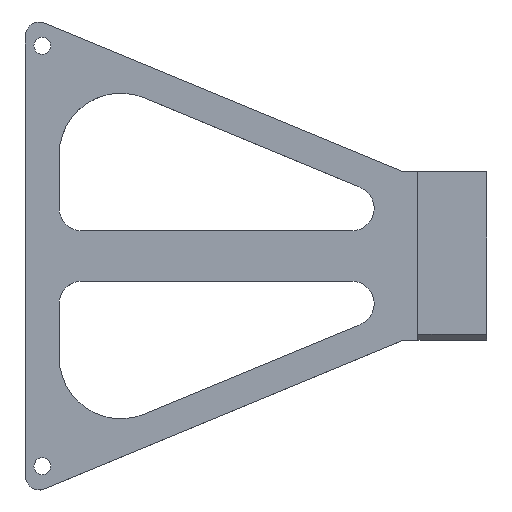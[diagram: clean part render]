
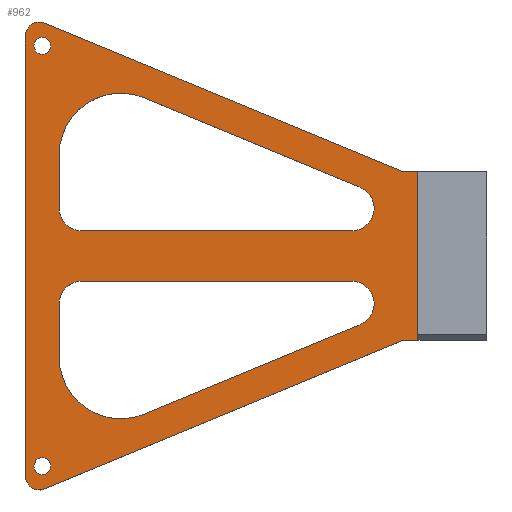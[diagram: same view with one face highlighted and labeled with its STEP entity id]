
A CAD part, top view. The second image highlights one B-rep face of the part: STEP entity #962.
In plain terms, the highlighted planar face has unit normal (0, 0, 1).
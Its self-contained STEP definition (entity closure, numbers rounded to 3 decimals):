
#37=FACE_BOUND('',#154,.T.);
#38=FACE_BOUND('',#155,.T.);
#39=FACE_BOUND('',#156,.T.);
#40=FACE_BOUND('',#157,.T.);
#59=CIRCLE('',#1032,8.);
#60=CIRCLE('',#1035,8.);
#61=CIRCLE('',#1038,8.);
#62=CIRCLE('',#1040,8.);
#63=CIRCLE('',#1044,22.);
#64=CIRCLE('',#1046,5.);
#65=CIRCLE('',#1048,5.);
#66=CIRCLE('',#1049,22.);
#67=CIRCLE('',#1050,22.);
#68=CIRCLE('',#1051,3.);
#69=CIRCLE('',#1052,3.);
#70=CIRCLE('',#1053,22.);
#96=FACE_OUTER_BOUND('',#153,.T.);
#153=EDGE_LOOP('',(#753,#754,#755,#756,#757,#758,#759,#760));
#154=EDGE_LOOP('',(#761,#762,#763,#764,#765,#766,#767));
#155=EDGE_LOOP('',(#768));
#156=EDGE_LOOP('',(#769));
#157=EDGE_LOOP('',(#770,#771,#772,#773,#774,#775,#776));
#202=LINE('',#1388,#309);
#241=LINE('',#1492,#348);
#246=LINE('',#1503,#353);
#249=LINE('',#1514,#356);
#252=LINE('',#1519,#359);
#256=LINE('',#1532,#363);
#257=LINE('',#1536,#364);
#258=LINE('',#1538,#365);
#259=LINE('',#1539,#366);
#260=LINE('',#1540,#367);
#261=LINE('',#1544,#368);
#262=LINE('',#1551,#369);
#309=VECTOR('',#1110,10.);
#348=VECTOR('',#1195,10.);
#353=VECTOR('',#1206,10.);
#356=VECTOR('',#1219,10.);
#359=VECTOR('',#1224,10.);
#363=VECTOR('',#1238,10.);
#364=VECTOR('',#1241,10.);
#365=VECTOR('',#1242,10.);
#366=VECTOR('',#1243,10.);
#367=VECTOR('',#1244,10.);
#368=VECTOR('',#1247,10.);
#369=VECTOR('',#1254,10.);
#416=VERTEX_POINT('',#1385);
#417=VERTEX_POINT('',#1387);
#457=VERTEX_POINT('',#1485);
#458=VERTEX_POINT('',#1486);
#459=VERTEX_POINT('',#1491);
#460=VERTEX_POINT('',#1495);
#461=VERTEX_POINT('',#1497);
#462=VERTEX_POINT('',#1501);
#463=VERTEX_POINT('',#1505);
#464=VERTEX_POINT('',#1509);
#465=VERTEX_POINT('',#1513);
#466=VERTEX_POINT('',#1517);
#467=VERTEX_POINT('',#1521);
#468=VERTEX_POINT('',#1525);
#469=VERTEX_POINT('',#1527);
#470=VERTEX_POINT('',#1531);
#471=VERTEX_POINT('',#1533);
#472=VERTEX_POINT('',#1535);
#473=VERTEX_POINT('',#1537);
#474=VERTEX_POINT('',#1541);
#475=VERTEX_POINT('',#1543);
#476=VERTEX_POINT('',#1546);
#477=VERTEX_POINT('',#1548);
#478=VERTEX_POINT('',#1550);
#508=EDGE_CURVE('',#417,#416,#202,.T.);
#557=EDGE_CURVE('',#457,#458,#59,.T.);
#560=EDGE_CURVE('',#458,#459,#241,.T.);
#563=EDGE_CURVE('',#460,#461,#60,.T.);
#566=EDGE_CURVE('',#462,#460,#246,.T.);
#567=EDGE_CURVE('',#463,#462,#61,.T.);
#569=EDGE_CURVE('',#459,#464,#62,.T.);
#571=EDGE_CURVE('',#465,#464,#249,.T.);
#574=EDGE_CURVE('',#463,#466,#252,.T.);
#576=EDGE_CURVE('',#467,#457,#63,.T.);
#578=EDGE_CURVE('',#468,#469,#64,.T.);
#580=EDGE_CURVE('',#468,#470,#256,.T.);
#581=EDGE_CURVE('',#471,#470,#65,.T.);
#582=EDGE_CURVE('',#471,#472,#257,.T.);
#583=EDGE_CURVE('',#472,#473,#258,.T.);
#584=EDGE_CURVE('',#473,#417,#259,.T.);
#585=EDGE_CURVE('',#416,#469,#260,.T.);
#586=EDGE_CURVE('',#474,#466,#66,.T.);
#587=EDGE_CURVE('',#474,#475,#261,.T.);
#588=EDGE_CURVE('',#461,#475,#67,.T.);
#589=EDGE_CURVE('',#476,#476,#68,.T.);
#590=EDGE_CURVE('',#477,#477,#69,.T.);
#591=EDGE_CURVE('',#467,#478,#262,.T.);
#592=EDGE_CURVE('',#465,#478,#70,.T.);
#753=ORIENTED_EDGE('',*,*,#578,.F.);
#754=ORIENTED_EDGE('',*,*,#580,.T.);
#755=ORIENTED_EDGE('',*,*,#581,.F.);
#756=ORIENTED_EDGE('',*,*,#582,.T.);
#757=ORIENTED_EDGE('',*,*,#583,.T.);
#758=ORIENTED_EDGE('',*,*,#584,.T.);
#759=ORIENTED_EDGE('',*,*,#508,.T.);
#760=ORIENTED_EDGE('',*,*,#585,.T.);
#761=ORIENTED_EDGE('',*,*,#574,.T.);
#762=ORIENTED_EDGE('',*,*,#586,.F.);
#763=ORIENTED_EDGE('',*,*,#587,.T.);
#764=ORIENTED_EDGE('',*,*,#588,.F.);
#765=ORIENTED_EDGE('',*,*,#563,.F.);
#766=ORIENTED_EDGE('',*,*,#566,.F.);
#767=ORIENTED_EDGE('',*,*,#567,.F.);
#768=ORIENTED_EDGE('',*,*,#589,.T.);
#769=ORIENTED_EDGE('',*,*,#590,.T.);
#770=ORIENTED_EDGE('',*,*,#576,.F.);
#771=ORIENTED_EDGE('',*,*,#591,.T.);
#772=ORIENTED_EDGE('',*,*,#592,.F.);
#773=ORIENTED_EDGE('',*,*,#571,.T.);
#774=ORIENTED_EDGE('',*,*,#569,.F.);
#775=ORIENTED_EDGE('',*,*,#560,.F.);
#776=ORIENTED_EDGE('',*,*,#557,.F.);
#919=PLANE('',#1047);
#962=ADVANCED_FACE('',(#96,#37,#38,#39,#40),#919,.T.);
#1032=AXIS2_PLACEMENT_3D('',#1487,#1189,#1190);
#1035=AXIS2_PLACEMENT_3D('',#1498,#1200,#1201);
#1038=AXIS2_PLACEMENT_3D('',#1506,#1209,#1210);
#1040=AXIS2_PLACEMENT_3D('',#1510,#1214,#1215);
#1044=AXIS2_PLACEMENT_3D('',#1523,#1228,#1229);
#1046=AXIS2_PLACEMENT_3D('',#1528,#1233,#1234);
#1047=AXIS2_PLACEMENT_3D('',#1530,#1236,#1237);
#1048=AXIS2_PLACEMENT_3D('',#1534,#1239,#1240);
#1049=AXIS2_PLACEMENT_3D('',#1542,#1245,#1246);
#1050=AXIS2_PLACEMENT_3D('',#1545,#1248,#1249);
#1051=AXIS2_PLACEMENT_3D('',#1547,#1250,#1251);
#1052=AXIS2_PLACEMENT_3D('',#1549,#1252,#1253);
#1053=AXIS2_PLACEMENT_3D('',#1552,#1255,#1256);
#1110=DIRECTION('',(-1.,0.,0.));
#1189=DIRECTION('center_axis',(0.,0.,1.));
#1190=DIRECTION('ref_axis',(0.972,0.235,0.));
#1195=DIRECTION('',(-1.,0.,0.));
#1200=DIRECTION('center_axis',(0.,0.,1.));
#1201=DIRECTION('ref_axis',(0.972,-0.235,0.));
#1206=DIRECTION('',(1.,0.,0.));
#1209=DIRECTION('center_axis',(0.,0.,1.));
#1210=DIRECTION('ref_axis',(-0.707,-0.707,0.));
#1214=DIRECTION('center_axis',(0.,0.,1.));
#1215=DIRECTION('ref_axis',(-0.707,0.707,0.));
#1219=DIRECTION('',(0.,1.,0.));
#1224=DIRECTION('',(0.,1.,0.));
#1228=DIRECTION('center_axis',(0.,0.,1.));
#1229=DIRECTION('ref_axis',(0.832,-0.555,0.));
#1233=DIRECTION('center_axis',(0.,0.,-1.));
#1234=DIRECTION('ref_axis',(-0.555,0.832,0.));
#1236=DIRECTION('center_axis',(0.,0.,1.));
#1237=DIRECTION('ref_axis',(1.,0.,0.));
#1238=DIRECTION('',(0.,-1.,0.));
#1239=DIRECTION('center_axis',(0.,0.,-1.));
#1240=DIRECTION('ref_axis',(-0.555,-0.832,0.));
#1241=DIRECTION('',(0.924,0.383,0.));
#1242=DIRECTION('',(1.,0.,0.));
#1243=DIRECTION('',(0.,1.,0.));
#1244=DIRECTION('',(-0.924,0.383,0.));
#1245=DIRECTION('center_axis',(0.,0.,1.));
#1246=DIRECTION('ref_axis',(-0.555,0.832,0.));
#1247=DIRECTION('',(0.924,-0.383,0.));
#1248=DIRECTION('center_axis',(0.,0.,1.));
#1249=DIRECTION('ref_axis',(0.832,0.555,0.));
#1250=DIRECTION('center_axis',(0.,0.,-1.));
#1251=DIRECTION('ref_axis',(1.,0.,0.));
#1252=DIRECTION('center_axis',(0.,0.,-1.));
#1253=DIRECTION('ref_axis',(1.,0.,0.));
#1254=DIRECTION('',(-0.924,-0.383,0.));
#1255=DIRECTION('center_axis',(0.,0.,1.));
#1256=DIRECTION('ref_axis',(-0.555,-0.832,0.));
#1385=CARTESIAN_POINT('',(-30.,30.,10.));
#1387=CARTESIAN_POINT('',(-25.,30.,10.));
#1388=CARTESIAN_POINT('',(30.,30.,10.));
#1485=CARTESIAN_POINT('',(-44.939,-24.114,10.));
#1486=CARTESIAN_POINT('',(-48.598,-9.,10.));
#1487=CARTESIAN_POINT('Origin',(-48.598,-17.,10.));
#1491=CARTESIAN_POINT('',(-145.,-9.,10.));
#1492=CARTESIAN_POINT('',(-123.,-9.,10.));
#1495=CARTESIAN_POINT('',(-48.598,9.,10.));
#1497=CARTESIAN_POINT('',(-44.939,24.114,10.));
#1498=CARTESIAN_POINT('Origin',(-48.598,17.,10.));
#1501=CARTESIAN_POINT('',(-145.,9.,10.));
#1503=CARTESIAN_POINT('',(-63.227,9.,10.));
#1505=CARTESIAN_POINT('',(-153.,17.,10.));
#1506=CARTESIAN_POINT('Origin',(-145.,17.,10.));
#1509=CARTESIAN_POINT('',(-153.,-17.,10.));
#1510=CARTESIAN_POINT('Origin',(-145.,-17.,10.));
#1513=CARTESIAN_POINT('',(-153.,-36.062,10.));
#1514=CARTESIAN_POINT('',(-153.,69.,10.));
#1517=CARTESIAN_POINT('',(-153.,36.062,10.));
#1519=CARTESIAN_POINT('',(-153.,69.,10.));
#1521=CARTESIAN_POINT('',(-46.574,-24.872,10.));
#1523=CARTESIAN_POINT('Origin',(-55.,-4.55,10.));
#1525=CARTESIAN_POINT('',(-165.,78.49,10.));
#1527=CARTESIAN_POINT('',(-158.085,83.108,10.));
#1528=CARTESIAN_POINT('Origin',(-160.,78.49,10.));
#1530=CARTESIAN_POINT('Origin',(-82.5,0.,10.));
#1531=CARTESIAN_POINT('',(-165.,-78.49,10.));
#1532=CARTESIAN_POINT('',(-165.,69.,10.));
#1533=CARTESIAN_POINT('',(-158.085,-83.108,10.));
#1534=CARTESIAN_POINT('Origin',(-160.,-78.49,10.));
#1535=CARTESIAN_POINT('',(-30.,-30.,10.));
#1536=CARTESIAN_POINT('',(-153.,-81.,10.));
#1537=CARTESIAN_POINT('',(-25.,-30.,10.));
#1538=CARTESIAN_POINT('',(-30.,-30.,10.));
#1539=CARTESIAN_POINT('',(-25.,0.,10.));
#1540=CARTESIAN_POINT('',(-30.,30.,10.));
#1541=CARTESIAN_POINT('',(-122.574,56.384,10.));
#1542=CARTESIAN_POINT('Origin',(-131.,36.062,10.));
#1543=CARTESIAN_POINT('',(-46.574,24.872,10.));
#1544=CARTESIAN_POINT('',(-153.,69.,10.));
#1545=CARTESIAN_POINT('Origin',(-55.,4.55,10.));
#1546=CARTESIAN_POINT('',(-162.,75.,10.));
#1547=CARTESIAN_POINT('Origin',(-159.,75.,10.));
#1548=CARTESIAN_POINT('',(-162.,-75.,10.));
#1549=CARTESIAN_POINT('Origin',(-159.,-75.,10.));
#1550=CARTESIAN_POINT('',(-122.574,-56.384,10.));
#1551=CARTESIAN_POINT('',(-153.,-69.,10.));
#1552=CARTESIAN_POINT('Origin',(-131.,-36.062,10.));
